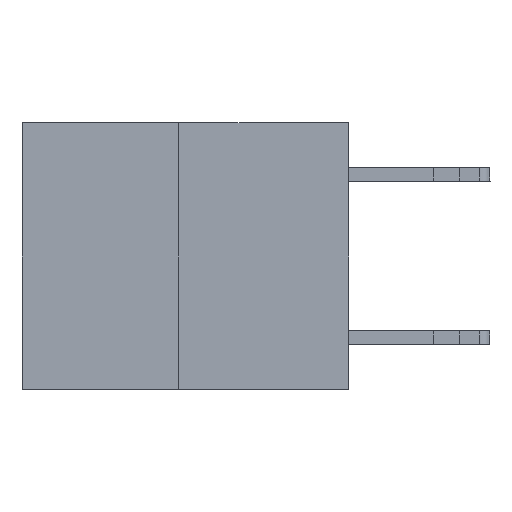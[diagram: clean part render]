
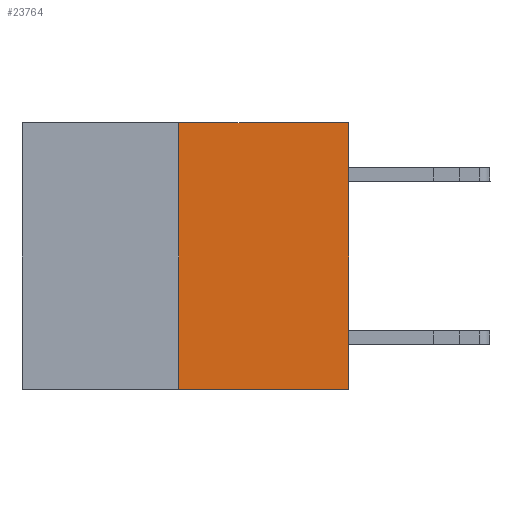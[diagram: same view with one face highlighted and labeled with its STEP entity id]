
A CAD part, left-side view. The second image highlights one B-rep face of the part: STEP entity #23764.
In plain terms, the highlighted planar face has unit normal (-1, 0, 0).
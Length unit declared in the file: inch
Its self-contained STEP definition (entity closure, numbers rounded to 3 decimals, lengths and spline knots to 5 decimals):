
#498 = CARTESIAN_POINT ( 'NONE',  ( 0., 0.6, 0. ) ) ;
#612 = VECTOR ( 'NONE', #5743, 39.37008 ) ;
#1066 = VERTEX_POINT ( 'NONE', #22598 ) ;
#1616 = LINE ( 'NONE', #4750, #22620 ) ;
#2271 = EDGE_CURVE ( 'NONE', #15100, #11231, #1616, .T. ) ;
#3018 = CARTESIAN_POINT ( 'NONE',  ( 0., 0.6, 0. ) ) ;
#4750 = CARTESIAN_POINT ( 'NONE',  ( 0., 0.6, -0.49 ) ) ;
#5614 = CARTESIAN_POINT ( 'NONE',  ( 0., 0., -0.49 ) ) ;
#5743 = DIRECTION ( 'NONE',  ( 0., 0., 1. ) ) ;
#6169 = AXIS2_PLACEMENT_3D ( 'NONE', #3018, #16620, #7145 ) ;
#7145 = DIRECTION ( 'NONE',  ( 0., 0., -1. ) ) ;
#7338 = LINE ( 'NONE', #7717, #23687 ) ;
#7389 = ORIENTED_EDGE ( 'NONE', *, *, #2271, .T. ) ;
#7717 = CARTESIAN_POINT ( 'NONE',  ( 0., 0., 0. ) ) ;
#8306 = LINE ( 'NONE', #16565, #612 ) ;
#8719 = ORIENTED_EDGE ( 'NONE', *, *, #9184, .T. ) ;
#9184 = EDGE_CURVE ( 'NONE', #11231, #1066, #7338, .T. ) ;
#11231 = VERTEX_POINT ( 'NONE', #5614 ) ;
#11294 = FACE_OUTER_BOUND ( 'NONE', #15498, .T. ) ;
#12967 = VERTEX_POINT ( 'NONE', #24442 ) ;
#14470 = PLANE ( 'NONE',  #6169 ) ;
#15100 = VERTEX_POINT ( 'NONE', #15749 ) ;
#15163 = EDGE_CURVE ( 'NONE', #12967, #1066, #22540, .T. ) ;
#15498 = EDGE_LOOP ( 'NONE', ( #16048, #7389, #8719, #15515 ) ) ;
#15515 = ORIENTED_EDGE ( 'NONE', *, *, #15163, .F. ) ;
#15749 = CARTESIAN_POINT ( 'NONE',  ( 0., 0.312, -0.49 ) ) ;
#16048 = ORIENTED_EDGE ( 'NONE', *, *, #24302, .F. ) ;
#16304 = DIRECTION ( 'NONE',  ( 0., -1., 0. ) ) ;
#16565 = CARTESIAN_POINT ( 'NONE',  ( 0., 0.312, -0.49 ) ) ;
#16620 = DIRECTION ( 'NONE',  ( 1., 0., 0. ) ) ;
#16902 = VECTOR ( 'NONE', #21314, 39.37008 ) ;
#21314 = DIRECTION ( 'NONE',  ( 0., -1., 0. ) ) ;
#21390 = DIRECTION ( 'NONE',  ( 0., 0., 1. ) ) ;
#22540 = LINE ( 'NONE', #498, #16902 ) ;
#22598 = CARTESIAN_POINT ( 'NONE',  ( 0., 0., 0. ) ) ;
#22620 = VECTOR ( 'NONE', #16304, 39.37008 ) ;
#23687 = VECTOR ( 'NONE', #21390, 39.37008 ) ;
#23764 = ADVANCED_FACE ( 'NONE', ( #11294 ), #14470, .F. ) ;
#24302 = EDGE_CURVE ( 'NONE', #15100, #12967, #8306, .T. ) ;
#24442 = CARTESIAN_POINT ( 'NONE',  ( 0., 0.312, 0. ) ) ;
